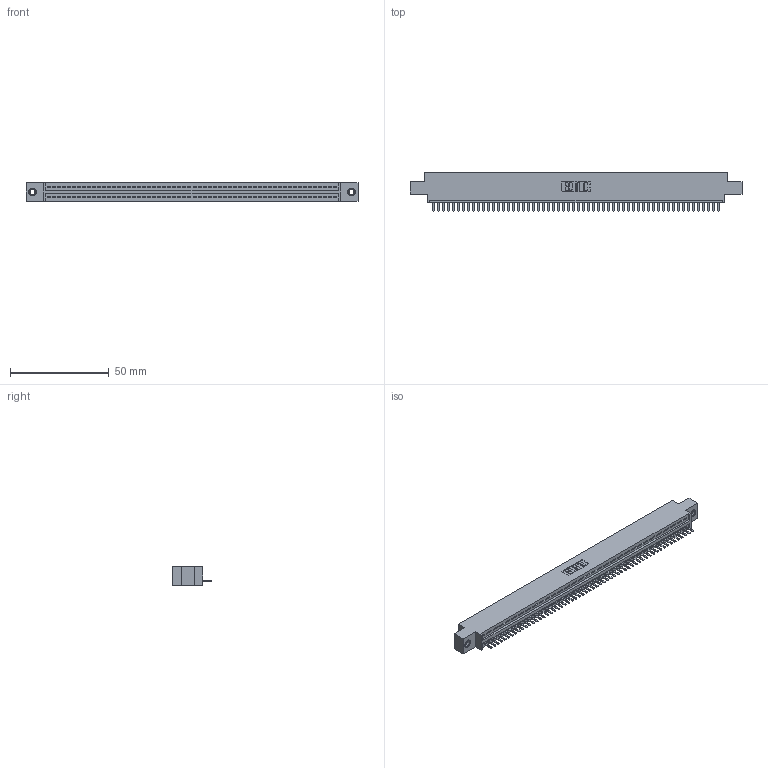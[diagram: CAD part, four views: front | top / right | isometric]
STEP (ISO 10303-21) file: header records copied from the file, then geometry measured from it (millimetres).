
FILE_DESCRIPTION (( 'STEP AP203' ), '1' );
FILE_NAME ('395-058-520-607.STEP', '2018-11-23T00:17:10', ( '' ), ( '' ), 'SwSTEP 2.0', 'SolidWorks 2016', '' );
FILE_SCHEMA (( 'CONFIG_CONTROL_DESIGN' ));
Length unit declared in the file: inch
Products named in the file (4): 395-058-520-607; 345-250-001_345-250-005-103; 345-292-001_345-293-120; 345 Part_0.170 Offset - 0.156 Dia-TI
Assembly tree (61 placements, depth 2):
  395-058-520-607
    345 Part_0.170 Offset - 0.156 Dia-TI
    345-292-001_345-293-120  x58
    345-250-001_345-250-005-103  x2
Bounding box: 168.53 x 19.68 x 9.4 mm (x, y, z)
Volume: 15844.4 mm3; surface area: 20886.5 mm2
Topology: 61 solids, 61 shells, 3786 faces, 11161 edges, 7278 vertices
Faces by surface type: plane 2552, cylinder 1218, cone 12, torus 4
Entity records: 42930 total; most frequent: CARTESIAN_POINT 7429, ORIENTED_EDGE 7402, DIRECTION 6479, EDGE_CURVE 3701, VECTOR 3313, LINE 3313, VERTEX_POINT 2460, AXIS2_PLACEMENT_3D 1583
